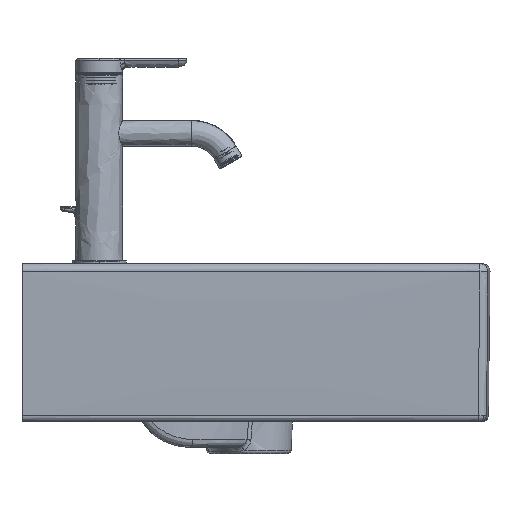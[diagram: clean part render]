
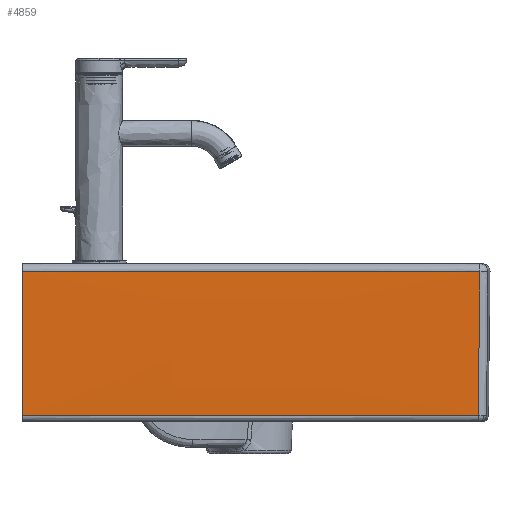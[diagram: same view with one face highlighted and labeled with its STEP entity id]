
A CAD part, left-side view. The second image highlights one B-rep face of the part: STEP entity #4859.
In plain terms, the highlighted free-form (B-spline) face has degree [5, 3] with [6, 4] control points.
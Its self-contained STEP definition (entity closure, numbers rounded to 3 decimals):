
#260=B_SPLINE_SURFACE_WITH_KNOTS('',5,3,((#75237,#75238,#75239,#75240),
(#75241,#75242,#75243,#75244),(#75245,#75246,#75247,#75248),(#75249,#75250,
#75251,#75252),(#75253,#75254,#75255,#75256),(#75257,#75258,#75259,#75260)),
 .UNSPECIFIED.,.F.,.F.,.F.,(6,6),(4,4),(0.,135.018),(-62465.86,
-62067.658),.UNSPECIFIED.);
#1423=B_SPLINE_CURVE_WITH_KNOTS('',3,(#77737,#77738,#77739,#77740),
 .UNSPECIFIED.,.F.,.F.,(4,4),(-668.119,-116.331),
 .UNSPECIFIED.);
#2075=B_SPLINE_CURVE_WITH_KNOTS('',5,(#83414,#83415,#83416,#83417,#83418,
#83419,#83420,#83421,#83422,#83423,#83424,#83425,#83426,#83427,#83428,#83429,
#83430,#83431,#83432,#83433,#83434),.UNSPECIFIED.,.F.,.F.,(6,3,3,3,3,3,
6),(45.332,53.724,88.845,132.368,175.892,
197.653,219.415),.UNSPECIFIED.);
#2077=B_SPLINE_CURVE_WITH_KNOTS('',5,(#83456,#83457,#83458,#83459,#83460,
#83461),.UNSPECIFIED.,.F.,.F.,(6,6),(7.062,130.122),
 .UNSPECIFIED.);
#2083=B_SPLINE_CURVE_WITH_KNOTS('',5,(#83495,#83496,#83497,#83498,#83499,
#83500,#83501,#83502,#83503,#83504,#83505,#83506,#83507,#83508,#83509,#83510,
#83511,#83512,#83513,#83514,#83515),.UNSPECIFIED.,.F.,.F.,(6,3,3,3,3,3,
6),(125.843,165.188,264.379,402.916,541.453,
635.346,679.99),.UNSPECIFIED.);
#4859=ADVANCED_FACE('',(#5835),#260,.T.);
#5835=FACE_OUTER_BOUND('',#6860,.T.);
#6860=EDGE_LOOP('',(#11277,#11278,#11279,#11280));
#11277=ORIENTED_EDGE('',*,*,#14796,.T.);
#11278=ORIENTED_EDGE('',*,*,#14027,.T.);
#11279=ORIENTED_EDGE('',*,*,#14794,.T.);
#11280=ORIENTED_EDGE('',*,*,#14802,.T.);
#14027=EDGE_CURVE('',#19046,#19047,#1423,.T.);
#14794=EDGE_CURVE('',#19047,#19034,#2075,.T.);
#14796=EDGE_CURVE('',#18987,#19046,#2077,.T.);
#14802=EDGE_CURVE('',#19034,#18987,#2083,.T.);
#18987=VERTEX_POINT('',#76272);
#19034=VERTEX_POINT('',#76319);
#19046=VERTEX_POINT('',#76331);
#19047=VERTEX_POINT('',#76332);
#75237=CARTESIAN_POINT('',(-100.017,199.983,0.));
#75238=CARTESIAN_POINT('',(-100.683,67.251,0.));
#75239=CARTESIAN_POINT('',(-100.683,-65.484,0.));
#75240=CARTESIAN_POINT('',(-100.017,-198.217,0.));
#75241=CARTESIAN_POINT('',(-99.799,199.981,-27.002));
#75242=CARTESIAN_POINT('',(-100.465,67.348,-27.002));
#75243=CARTESIAN_POINT('',(-100.465,-65.288,-27.002));
#75244=CARTESIAN_POINT('',(-99.8,-197.921,-27.002));
#75245=CARTESIAN_POINT('',(-99.49,199.979,-54.003));
#75246=CARTESIAN_POINT('',(-100.156,67.445,-54.003));
#75247=CARTESIAN_POINT('',(-100.157,-65.092,-54.003));
#75248=CARTESIAN_POINT('',(-99.493,-197.626,-54.003));
#75249=CARTESIAN_POINT('',(-99.09,199.977,-81.009));
#75250=CARTESIAN_POINT('',(-99.755,67.543,-81.009));
#75251=CARTESIAN_POINT('',(-99.756,-64.896,-81.009));
#75252=CARTESIAN_POINT('',(-99.094,-197.331,-81.009));
#75253=CARTESIAN_POINT('',(-98.599,199.975,-108.003));
#75254=CARTESIAN_POINT('',(-99.263,67.64,-108.003));
#75255=CARTESIAN_POINT('',(-99.265,-64.7,-108.003));
#75256=CARTESIAN_POINT('',(-98.605,-197.035,-108.003));
#75257=CARTESIAN_POINT('',(-98.017,199.973,-135.));
#75258=CARTESIAN_POINT('',(-98.681,67.737,-135.));
#75259=CARTESIAN_POINT('',(-98.683,-64.503,-135.));
#75260=CARTESIAN_POINT('',(-98.024,-196.74,-135.));
#76272=CARTESIAN_POINT('',(-99.957,199.983,-7.061));
#76319=CARTESIAN_POINT('',(-99.991,-191.3,-7.061));
#76331=CARTESIAN_POINT('',(-98.121,199.974,-130.105));
#76332=CARTESIAN_POINT('',(-98.162,-189.942,-130.105));
#77737=CARTESIAN_POINT('',(-98.121,199.974,-130.105));
#77738=CARTESIAN_POINT('',(-98.774,70.003,-130.105));
#77739=CARTESIAN_POINT('',(-98.787,-59.971,-130.105));
#77740=CARTESIAN_POINT('',(-98.162,-189.942,-130.105));
#83414=CARTESIAN_POINT('',(-98.162,-189.942,-130.105));
#83415=CARTESIAN_POINT('',(-98.186,-189.962,-128.932));
#83416=CARTESIAN_POINT('',(-98.211,-189.982,-127.756));
#83417=CARTESIAN_POINT('',(-98.235,-190.002,-126.574));
#83418=CARTESIAN_POINT('',(-98.362,-190.105,-120.422));
#83419=CARTESIAN_POINT('',(-98.483,-190.203,-114.269));
#83420=CARTESIAN_POINT('',(-98.579,-190.279,-109.304));
#83421=CARTESIAN_POINT('',(-98.785,-190.442,-98.184));
#83422=CARTESIAN_POINT('',(-98.976,-190.59,-87.064));
#83423=CARTESIAN_POINT('',(-99.077,-190.667,-80.909));
#83424=CARTESIAN_POINT('',(-99.269,-190.813,-68.6));
#83425=CARTESIAN_POINT('',(-99.443,-190.939,-56.291));
#83426=CARTESIAN_POINT('',(-99.525,-190.998,-50.136));
#83427=CARTESIAN_POINT('',(-99.641,-191.079,-40.904));
#83428=CARTESIAN_POINT('',(-99.747,-191.149,-31.672));
#83429=CARTESIAN_POINT('',(-99.781,-191.171,-28.593));
#83430=CARTESIAN_POINT('',(-99.846,-191.213,-22.441));
#83431=CARTESIAN_POINT('',(-99.907,-191.251,-16.283));
#83432=CARTESIAN_POINT('',(-99.936,-191.269,-13.215));
#83433=CARTESIAN_POINT('',(-99.964,-191.285,-10.12));
#83434=CARTESIAN_POINT('',(-99.991,-191.3,-7.061));
#83456=CARTESIAN_POINT('',(-99.957,199.983,-7.061));
#83457=CARTESIAN_POINT('',(-99.741,199.981,-31.672));
#83458=CARTESIAN_POINT('',(-99.45,199.979,-56.282));
#83459=CARTESIAN_POINT('',(-99.082,199.978,-80.895));
#83460=CARTESIAN_POINT('',(-98.64,199.976,-105.5));
#83461=CARTESIAN_POINT('',(-98.121,199.974,-130.105));
#83495=CARTESIAN_POINT('',(-99.991,-191.3,-7.061));
#83496=CARTESIAN_POINT('',(-100.018,-185.815,-7.061));
#83497=CARTESIAN_POINT('',(-100.044,-180.329,-7.061));
#83498=CARTESIAN_POINT('',(-100.068,-174.815,-7.061));
#83499=CARTESIAN_POINT('',(-100.153,-155.224,-7.061));
#83500=CARTESIAN_POINT('',(-100.226,-135.632,-7.061));
#83501=CARTESIAN_POINT('',(-100.272,-121.605,-7.061));
#83502=CARTESIAN_POINT('',(-100.367,-87.985,-7.061));
#83503=CARTESIAN_POINT('',(-100.426,-54.366,-7.061));
#83504=CARTESIAN_POINT('',(-100.448,-34.774,-7.061));
#83505=CARTESIAN_POINT('',(-100.469,4.41,-7.061));
#83506=CARTESIAN_POINT('',(-100.441,43.594,-7.061));
#83507=CARTESIAN_POINT('',(-100.415,63.186,-7.061));
#83508=CARTESIAN_POINT('',(-100.352,96.056,-7.061));
#83509=CARTESIAN_POINT('',(-100.254,128.926,-7.061));
#83510=CARTESIAN_POINT('',(-100.209,142.204,-7.061));
#83511=CARTESIAN_POINT('',(-100.134,161.796,-7.061));
#83512=CARTESIAN_POINT('',(-100.047,181.388,-7.061));
#83513=CARTESIAN_POINT('',(-100.018,187.6,-7.061));
#83514=CARTESIAN_POINT('',(-99.988,193.782,-7.061));
#83515=CARTESIAN_POINT('',(-99.957,199.983,-7.061));
